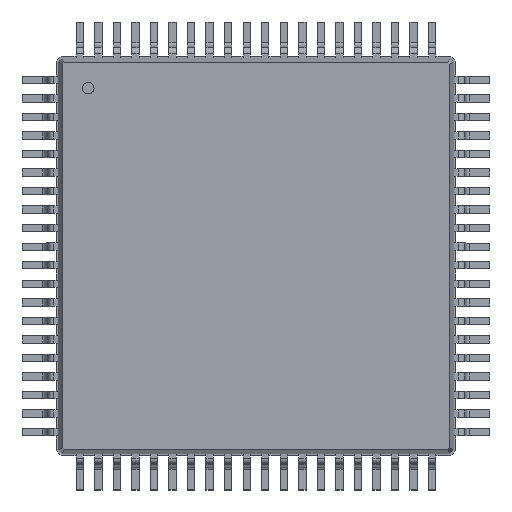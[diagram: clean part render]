
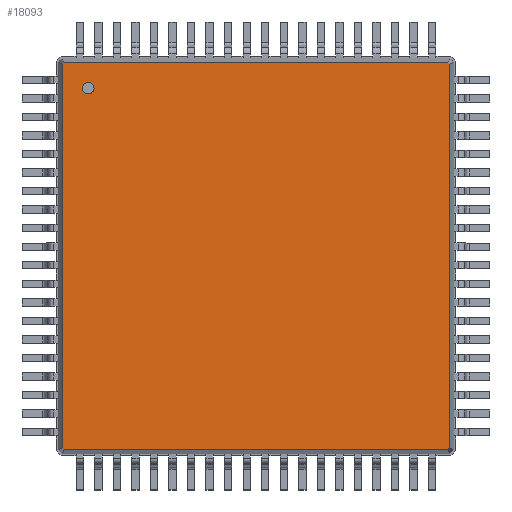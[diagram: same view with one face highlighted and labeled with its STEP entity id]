
A CAD part, top view. The second image highlights one B-rep face of the part: STEP entity #18093.
In plain terms, the highlighted planar face has unit normal (0, 0, 1).
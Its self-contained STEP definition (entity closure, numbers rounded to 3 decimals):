
#13=DIRECTION('',(0.,0.,1.));
#27=VECTOR('',#28,1.);
#28=DIRECTION('',(1.,0.,0.));
#211=VECTOR('',#212,1.);
#212=DIRECTION('',(0.707,-0.707,0.));
#218=VECTOR('',#219,1.);
#219=DIRECTION('',(0.,-1.,0.));
#225=VECTOR('',#226,1.);
#226=DIRECTION('',(-0.707,-0.707,0.));
#232=VECTOR('',#233,1.);
#233=DIRECTION('',(-1.,0.,0.));
#239=VECTOR('',#240,1.);
#240=DIRECTION('',(-0.707,0.707,0.));
#246=VECTOR('',#247,1.);
#247=DIRECTION('',(0.,1.,0.));
#251=VECTOR('',#252,1.);
#252=DIRECTION('',(0.707,0.707,0.));
#7225=VERTEX_POINT('',#7226);
#7226=CARTESIAN_POINT('',(-6.776,6.713,1.6));
#7228=ORIENTED_EDGE('',*,*,#7229,.F.);
#7229=EDGE_CURVE('',#7230,#7225,#7232,.T.);
#7230=VERTEX_POINT('',#7231);
#7231=CARTESIAN_POINT('',(-6.776,-6.713,1.6));
#7232=LINE('',#7231,#246);
#7243=VERTEX_POINT('',#7244);
#7244=CARTESIAN_POINT('',(-6.713,6.776,1.6));
#7246=ORIENTED_EDGE('',*,*,#7247,.F.);
#7247=EDGE_CURVE('',#7225,#7243,#7248,.T.);
#7248=LINE('',#7226,#251);
#7317=VERTEX_POINT('',#7318);
#7318=CARTESIAN_POINT('',(6.713,6.776,1.6));
#7320=ORIENTED_EDGE('',*,*,#7321,.F.);
#7321=EDGE_CURVE('',#7243,#7317,#7322,.T.);
#7322=LINE('',#7244,#27);
#9133=VERTEX_POINT('',#9134);
#9134=CARTESIAN_POINT('',(6.776,6.713,1.6));
#9136=ORIENTED_EDGE('',*,*,#9137,.F.);
#9137=EDGE_CURVE('',#7317,#9133,#9138,.T.);
#9138=LINE('',#7318,#211);
#9307=VERTEX_POINT('',#9308);
#9308=CARTESIAN_POINT('',(6.776,-6.713,1.6));
#9310=ORIENTED_EDGE('',*,*,#9311,.F.);
#9311=EDGE_CURVE('',#9133,#9307,#9312,.T.);
#9312=LINE('',#9134,#218);
#18093=ADVANCED_FACE('',(#18094,#18109),#18119,.T.);
#18094=FACE_BOUND('',#18095,.T.);
#18095=EDGE_LOOP('',(#7320,#7246,#7228,#18096,#18101,#18106,#9310,#9136));
#18096=ORIENTED_EDGE('',*,*,#18097,.F.);
#18097=EDGE_CURVE('',#18098,#7230,#18100,.T.);
#18098=VERTEX_POINT('',#18099);
#18099=CARTESIAN_POINT('',(-6.713,-6.776,1.6));
#18100=LINE('',#18099,#239);
#18101=ORIENTED_EDGE('',*,*,#18102,.F.);
#18102=EDGE_CURVE('',#18103,#18098,#18105,.T.);
#18103=VERTEX_POINT('',#18104);
#18104=CARTESIAN_POINT('',(6.713,-6.776,1.6));
#18105=LINE('',#18104,#232);
#18106=ORIENTED_EDGE('',*,*,#18107,.F.);
#18107=EDGE_CURVE('',#9307,#18103,#18108,.T.);
#18108=LINE('',#9308,#225);
#18109=FACE_BOUND('',#18110,.T.);
#18110=EDGE_LOOP('',(#18111));
#18111=ORIENTED_EDGE('',*,*,#18112,.T.);
#18112=EDGE_CURVE('',#18113,#18113,#18115,.T.);
#18113=VERTEX_POINT('',#18114);
#18114=CARTESIAN_POINT('',(-5.876,5.676,1.6));
#18115=CIRCLE('',#18116,0.2);
#18116=AXIS2_PLACEMENT_3D('',#18117,#18118,#219);
#18117=CARTESIAN_POINT('',(-5.876,5.876,1.6));
#18118=DIRECTION('',(0.,-0.,-1.));
#18119=PLANE('',#18120);
#18120=AXIS2_PLACEMENT_3D('',#7244,#13,#18121);
#18121=DIRECTION('',(0.704,-0.71,0.));
